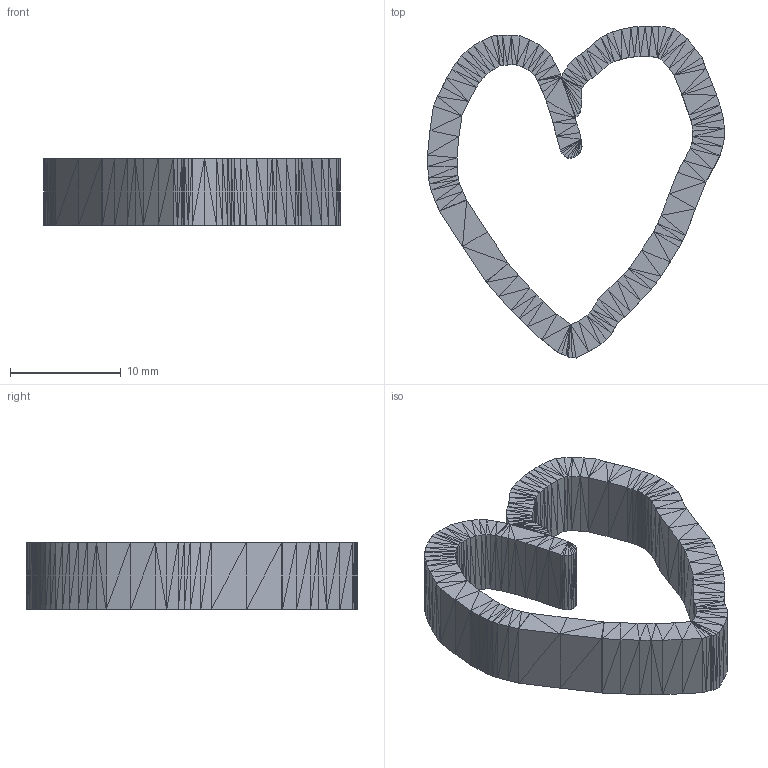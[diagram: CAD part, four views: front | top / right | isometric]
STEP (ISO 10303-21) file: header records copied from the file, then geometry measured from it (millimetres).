
FILE_DESCRIPTION(/* description */ (''),/* implementation_level */ '2;1');
FILE_NAME(/* name */ 'heart-v2.step',/* time_stamp */ '2023-10-07T22:59:27+01:00',/* author */ (''),/* organization */ (''),/* preprocessor_version */ 'ST-DEVELOPER v20',/* originating_system */ 'Autodesk Translation Framework v12.14.0.127',/* authorisation */ '');
FILE_SCHEMA (('AUTOMOTIVE_DESIGN { 1 0 10303 214 3 1 1 }'));
Length unit declared in the file: millimetre
Products named in the file (1): (Unsaved)
Bounding box: 26.79 x 29.95 x 6 mm (x, y, z)
Volume: 1405.3 mm3; surface area: 1527 mm2
Topology: 1 solids, 1 shells, 844 faces, 1266 edges, 422 vertices
Faces by surface type: plane 844
Entity records: 16499 total; most frequent: DIRECTION 2956, CARTESIAN_POINT 2533, ORIENTED_EDGE 2532, LINE 1266, VECTOR 1266, EDGE_CURVE 1266, AXIS2_PLACEMENT_3D 845, FACE_OUTER_BOUND 844
